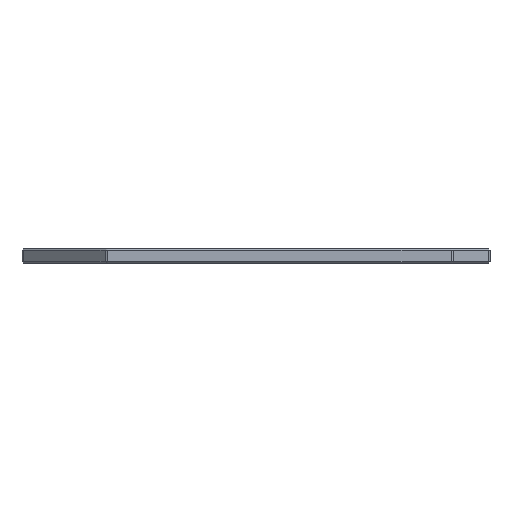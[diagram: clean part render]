
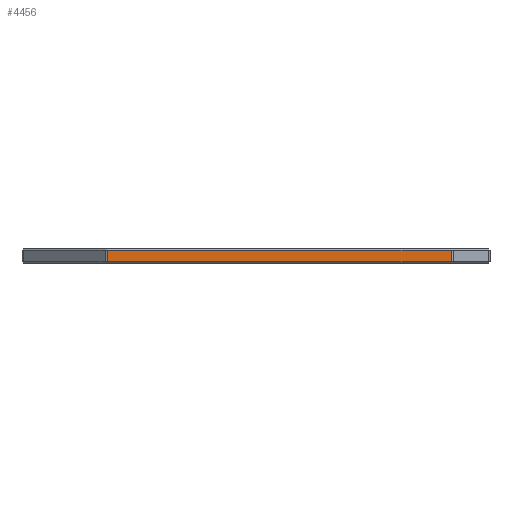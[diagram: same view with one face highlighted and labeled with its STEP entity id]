
A CAD part, left-side view. The second image highlights one B-rep face of the part: STEP entity #4456.
In plain terms, the highlighted planar face has unit normal (-1, 0, 0).
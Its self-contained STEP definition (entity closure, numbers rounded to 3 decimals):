
#131=PLANE('',#4882);
#445=FACE_OUTER_BOUND('',#739,.T.);
#739=EDGE_LOOP('',(#4070,#4071,#4072,#4073));
#1211=LINE('',#9180,#1541);
#1331=LINE('',#10201,#1661);
#1373=LINE('',#10304,#1703);
#1376=LINE('',#10310,#1706);
#1541=VECTOR('',#5408,10.);
#1661=VECTOR('',#5808,10.);
#1703=VECTOR('',#5944,10.);
#1706=VECTOR('',#5953,10.);
#1995=VERTEX_POINT('',#9174);
#1996=VERTEX_POINT('',#9178);
#2112=VERTEX_POINT('',#10195);
#2113=VERTEX_POINT('',#10199);
#2491=EDGE_CURVE('',#1996,#1995,#1211,.T.);
#2688=EDGE_CURVE('',#2112,#2113,#1331,.T.);
#2741=EDGE_CURVE('',#2113,#1996,#1373,.T.);
#2744=EDGE_CURVE('',#1995,#2112,#1376,.T.);
#4070=ORIENTED_EDGE('',*,*,#2491,.F.);
#4071=ORIENTED_EDGE('',*,*,#2741,.F.);
#4072=ORIENTED_EDGE('',*,*,#2688,.F.);
#4073=ORIENTED_EDGE('',*,*,#2744,.F.);
#4456=ADVANCED_FACE('',(#445),#131,.T.);
#4882=AXIS2_PLACEMENT_3D('',#12433,#6029,#6030);
#5408=DIRECTION('',(0.,1.,0.));
#5808=DIRECTION('',(0.,-1.,0.));
#5944=DIRECTION('',(0.,0.,-1.));
#5953=DIRECTION('',(0.,0.,1.));
#6029=DIRECTION('center_axis',(-1.,0.,0.));
#6030=DIRECTION('ref_axis',(0.,1.,0.));
#9174=CARTESIAN_POINT('',(-95.39,207.219,-33.5));
#9178=CARTESIAN_POINT('',(-95.39,115.414,-33.5));
#9180=CARTESIAN_POINT('',(-95.39,127.067,-33.5));
#10195=CARTESIAN_POINT('',(-95.39,207.219,-30.5));
#10199=CARTESIAN_POINT('',(-95.39,115.414,-30.5));
#10201=CARTESIAN_POINT('',(-95.39,127.067,-30.5));
#10304=CARTESIAN_POINT('',(-95.39,115.414,-30.));
#10310=CARTESIAN_POINT('',(-95.39,207.219,-30.));
#12433=CARTESIAN_POINT('Origin',(-95.39,105.,-30.));
